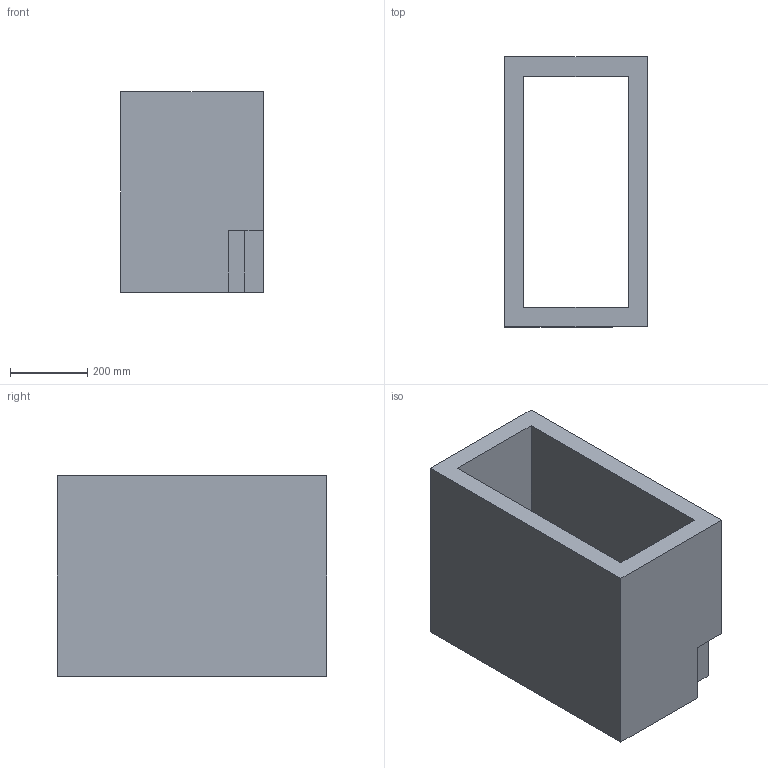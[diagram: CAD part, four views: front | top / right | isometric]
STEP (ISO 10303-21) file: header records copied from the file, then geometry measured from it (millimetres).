
FILE_DESCRIPTION (( 'STEP AP203' ), '1' );
FILE_NAME ('MS001-A.06.006SL.1.1湴紩蹬4.step', '2021-08-27T10:48:56', ( 'Windows User' ), ( 'P R C' ), 'SwSTEP 2.0', 'SolidWorks 2016', '' );
FILE_SCHEMA (( 'CONFIG_CONTROL_DESIGN' ));
Length unit declared in the file: millimetre
Products named in the file (1): MS001-A.06.006SL.1.1湴紩蹬4
Bounding box: 370 x 700 x 520 mm (x, y, z)
Volume: 49720000 mm3; surface area: 2198800 mm2
Topology: 1 solids, 1 shells, 13 faces, 35 edges, 23 vertices
Faces by surface type: plane 13
Entity records: 482 total; most frequent: CARTESIAN_POINT 72, ORIENTED_EDGE 70, DIRECTION 63, VECTOR 35, EDGE_CURVE 35, LINE 35, VERTEX_POINT 23, EDGE_LOOP 14
